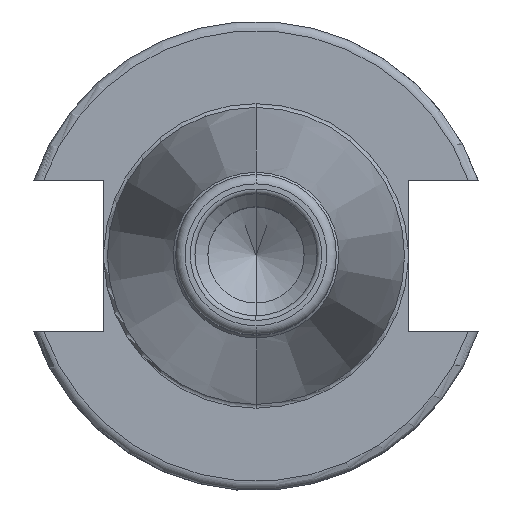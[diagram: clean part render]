
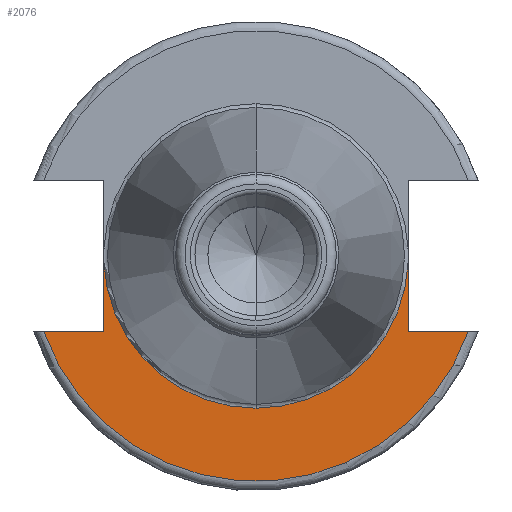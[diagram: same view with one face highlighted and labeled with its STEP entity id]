
A CAD part, top view. The second image highlights one B-rep face of the part: STEP entity #2076.
In plain terms, the highlighted planar face has unit normal (0, 0, 1).
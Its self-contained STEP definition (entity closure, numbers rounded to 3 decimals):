
#190=CARTESIAN_POINT('',(0,0,8));
#191=DIRECTION('',(0,0,1));
#192=DIRECTION('',(-0.942,-0.335,0));
#193=AXIS2_PLACEMENT_3D('',#190,#191,#192);
#241=DIRECTION('',(1,0,0));
#242=VECTOR('',#241,6.41);
#243=CARTESIAN_POINT('',(-22.61,-8.05,8));
#244=LINE('',#243,#242);
#245=DIRECTION('',(0,1,0));
#246=VECTOR('',#245,7.315);
#247=CARTESIAN_POINT('',(-16.2,-8.05,8));
#248=LINE('',#247,#246);
#249=DIRECTION('',(0,-1,0));
#250=VECTOR('',#249,7.315);
#251=CARTESIAN_POINT('',(16.2,-0.735,8));
#252=LINE('',#251,#250);
#253=DIRECTION('',(-1,0,0));
#254=VECTOR('',#253,6.41);
#255=CARTESIAN_POINT('',(22.61,-8.05,8));
#256=LINE('',#255,#254);
#294=CARTESIAN_POINT('',(0,0,8));
#295=DIRECTION('',(0,0,1));
#296=DIRECTION('',(-0.999,-0.045,0));
#297=AXIS2_PLACEMENT_3D('',#294,#295,#296);
#305=CARTESIAN_POINT('',(0,0,8));
#306=DIRECTION('',(0,0,-1));
#307=DIRECTION('',(0.999,-0.045,0));
#308=AXIS2_PLACEMENT_3D('',#305,#306,#307);
#1581=CARTESIAN_POINT('',(0,-16.217,8));
#1583=VERTEX_POINT('',#1581);
#1635=CARTESIAN_POINT('',(-22.61,-8.05,8));
#1636=CARTESIAN_POINT('',(-16.2,-8.05,8));
#1637=VERTEX_POINT('',#1635);
#1638=VERTEX_POINT('',#1636);
#1639=CARTESIAN_POINT('',(-16.2,-0.735,8));
#1640=VERTEX_POINT('',#1639);
#1651=CARTESIAN_POINT('',(16.2,-0.735,8));
#1652=CARTESIAN_POINT('',(16.2,-8.05,8));
#1653=VERTEX_POINT('',#1651);
#1654=VERTEX_POINT('',#1652);
#1655=CARTESIAN_POINT('',(22.61,-8.05,8));
#1656=VERTEX_POINT('',#1655);
#2058=CARTESIAN_POINT('',(0,0,8));
#2059=DIRECTION('',(0,0,-1));
#2060=DIRECTION('',(0,-1,0));
#2061=AXIS2_PLACEMENT_3D('',#2058,#2059,#2060);
#2062=PLANE('',#2061);
#2063=ORIENTED_EDGE('',*,*,#1927,.T.);
#2064=ORIENTED_EDGE('',*,*,#1913,.T.);
#2066=ORIENTED_EDGE('',*,*,#2065,.T.);
#2068=ORIENTED_EDGE('',*,*,#2067,.F.);
#2070=ORIENTED_EDGE('',*,*,#2069,.T.);
#2072=ORIENTED_EDGE('',*,*,#2071,.F.);
#2073=ORIENTED_EDGE('',*,*,#2036,.F.);
#2074=EDGE_LOOP('',(#2063,#2064,#2066,#2068,#2070,#2072,#2073));
#2075=FACE_OUTER_BOUND('',#2074,.F.);
#2076=ADVANCED_FACE('',(#2075),#2062,.F.);
#194=CIRCLE('',#193,24);
#298=CIRCLE('',#297,16.217);
#309=CIRCLE('',#308,16.217);
#1913=EDGE_CURVE('',#1638,#1640,#248,.T.);
#1927=EDGE_CURVE('',#1637,#1638,#244,.T.);
#2036=EDGE_CURVE('',#1637,#1656,#194,.T.);
#2065=EDGE_CURVE('',#1640,#1583,#298,.T.);
#2067=EDGE_CURVE('',#1653,#1583,#309,.T.);
#2069=EDGE_CURVE('',#1653,#1654,#252,.T.);
#2071=EDGE_CURVE('',#1656,#1654,#256,.T.);
